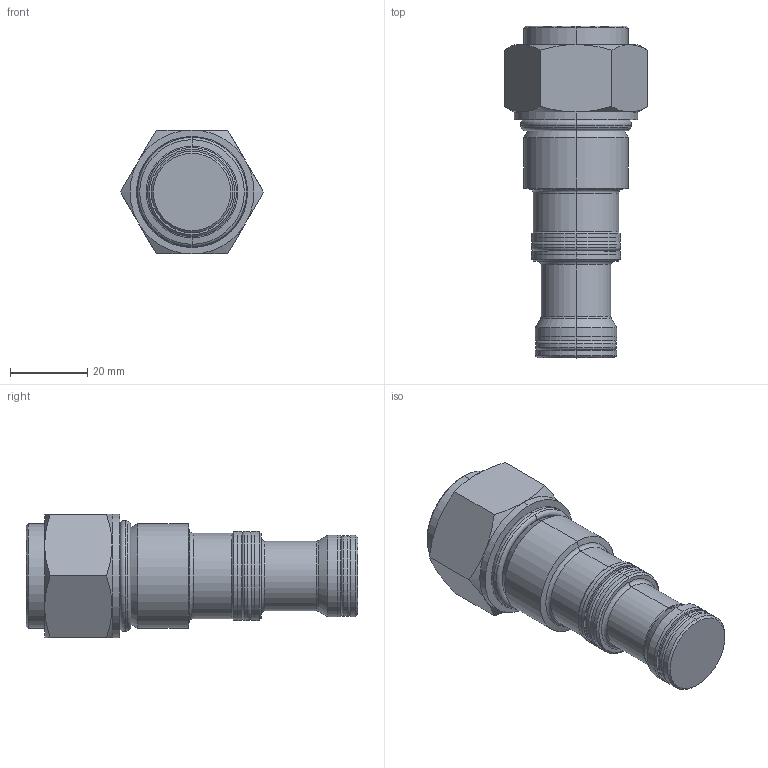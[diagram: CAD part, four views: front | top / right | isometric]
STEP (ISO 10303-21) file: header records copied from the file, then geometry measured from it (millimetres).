
FILE_DESCRIPTION (( 'STEP AP214' ), '1' );
FILE_NAME ('601.027A_Kunde.STEP', '2017-03-15T09:04:11', ( 'User' ), ( '' ), 'SwSTEP 2.0', 'SolidWorks 2016', '' );
FILE_SCHEMA (( 'AUTOMOTIVE_DESIGN' ));
Length unit declared in the file: millimetre
Products named in the file (1): 601.027A_Kunde
Bounding box: 36.95 x 85.7 x 32 mm (x, y, z)
Volume: 44426.4 mm3; surface area: 10555.3 mm2
Topology: 4 solids, 4 shells, 130 faces, 262 edges, 146 vertices
Faces by surface type: torus 44, cylinder 38, cone 28, plane 20
Entity records: 4092 total; most frequent: CARTESIAN_POINT 691, DIRECTION 678, ORIENTED_EDGE 524, AXIS2_PLACEMENT_3D 309, EDGE_CURVE 262, CIRCLE 178, VERTEX_POINT 146, EDGE_LOOP 142
